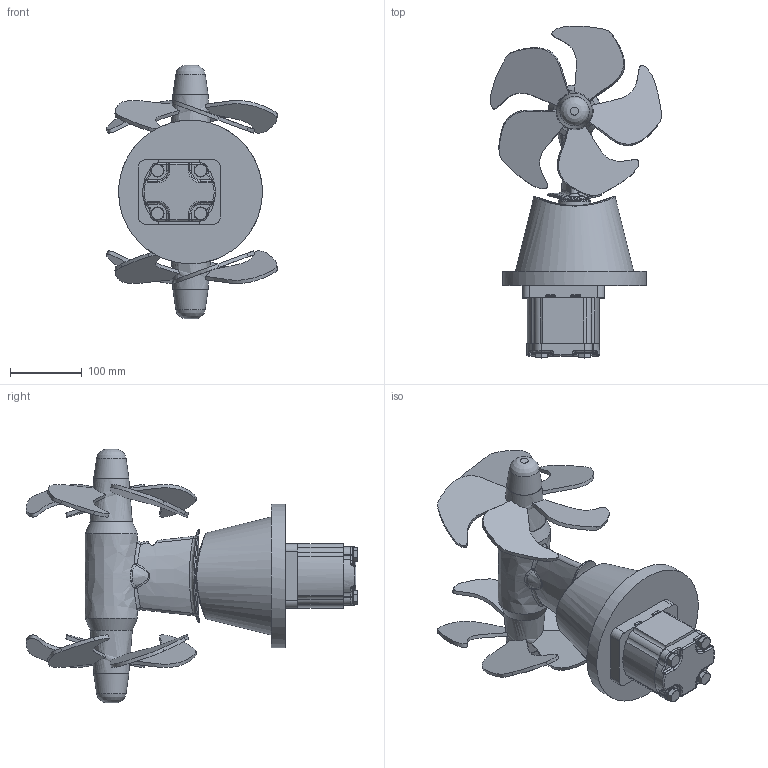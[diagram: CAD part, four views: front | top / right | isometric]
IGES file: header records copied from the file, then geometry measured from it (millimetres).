
Global section: file name: SH240-250-U14; native system: Autodesk Inventor 2015; preprocessor: unknown; author: Elvira H.; date: 20151207.122715; units: millimetre
Bounding box: 238.06 x 462.07 x 353.6 mm (x, y, z)
Volume: 4482349.7 mm3; surface area: 388051.2 mm2
Topology: 2 solids, 2 shells, 447 faces, 1058 edges, 633 vertices
Faces by surface type: bspline 447
